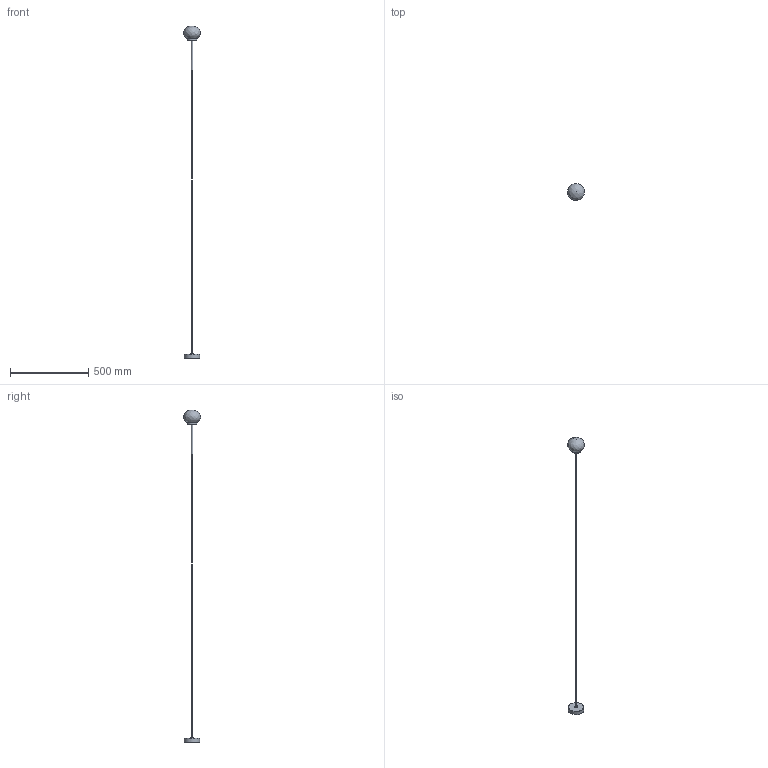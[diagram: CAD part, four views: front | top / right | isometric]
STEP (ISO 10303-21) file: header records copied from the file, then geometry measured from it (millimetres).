
FILE_DESCRIPTION (( 'STEP AP214' ), '1' );
FILE_NAME ('Ovoid_pendant_single_v0.3.STEP', '2024-05-08T09:55:27', ( '' ), ( '' ), 'SwSTEP 2.0', 'SolidWorks 2017', '' );
FILE_SCHEMA (( 'AUTOMOTIVE_DESIGN' ));
Length unit declared in the file: millimetre
Products named in the file (11): Steab_5905A; Canopy_100mm_x_25mm_Stainless steel; Steab_5915A; Pond_shade_cover_v0.2_Single pendant; Ovoid_pendant_single_v0.3; Ovoid_Shade_Assembly_V0.1_Basic_version; Pond_pendant_tube_v0.1_Pendant v0.1; Pond_pendant_cord_v1.0_Single pendant; Ovoid_canopy_v0.1_Single_basic_version; Pond_glass_shade_v0.2_V0.2; Pond_frame_assembly_v0.2_Pendant single
Assembly tree (10 placements, depth 3):
  Ovoid_pendant_single_v0.3
    Pond_frame_assembly_v0.2_Pendant single
      Pond_shade_cover_v0.2_Single pendant
      Pond_pendant_tube_v0.1_Pendant v0.1
    Ovoid_Shade_Assembly_V0.1_Basic_version
      Pond_glass_shade_v0.2_V0.2
    Ovoid_canopy_v0.1_Single_basic_version
      Pond_pendant_cord_v1.0_Single pendant
      Canopy_100mm_x_25mm_Stainless steel
      Steab_5915A
      Steab_5905A
Bounding box: 108.52 x 109.08 x 2120.45 mm (x, y, z)
Volume: 101443.1 mm3; surface area: 147601.1 mm2
Topology: 8 solids, 8 shells, 485 faces, 1326 edges, 841 vertices
Faces by surface type: plane 257, torus 59, cylinder 52, bspline 49, cone 44, sphere 24
Full cylindrical faces by diameter (mm): 1 x2, 1.5 x7, 4 x1, 7 x1, 7.1 x1, 7.3 x1, 9 x1, 10 x2, 14.08 x1, 30 x1, 60 x1, 62 x1, 98.34 x1, 100 x1
Entity records: 28934 total; most frequent: CARTESIAN_POINT 17621, ORIENTED_EDGE 2504, DIRECTION 1853, EDGE_CURVE 1252, VERTEX_POINT 828, AXIS2_PLACEMENT_3D 731, EDGE_LOOP 540, FACE_OUTER_BOUND 519
